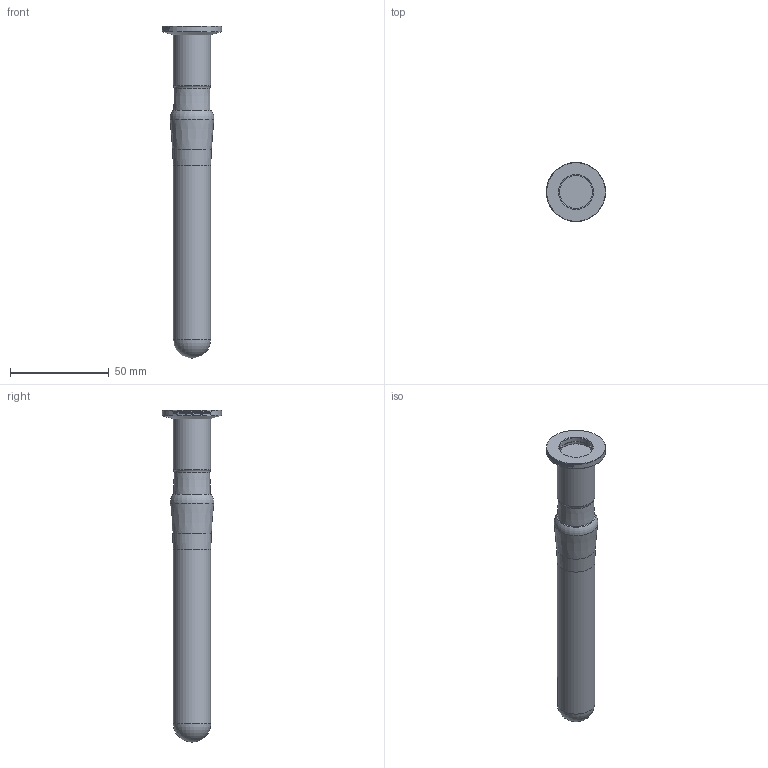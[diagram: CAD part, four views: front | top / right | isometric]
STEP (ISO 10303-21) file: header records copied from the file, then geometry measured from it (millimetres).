
FILE_DESCRIPTION(/* description */ ('Alibre Inc.'),/* implementation_level */ '2;1');
FILE_NAME(/* name */ 'export-6451C252-8DF9-47D7-8E32-7A772763A28F',/* time_stamp */ '2023-05-03T08:59:13-07:00',/* author */ (''),/* organization */ (''),/* preprocessor_version */ 'ST-DEVELOPER v17',/* originating_system */ 'Alibre',/* authorisation */ '');
FILE_SCHEMA (('CONFIG_CONTROL_DESIGN'));
Length unit declared in the file: inch
Bounding box: 30 x 30 x 168.4 mm (x, y, z)
Volume: 48731.8 mm3; surface area: 11568.7 mm2
Topology: 1 solids, 1 shells, 387 faces, 1057 edges, 703 vertices
Faces by surface type: bspline 228, plane 115, cylinder 33, cone 6, torus 5
Full cylindrical faces by diameter (mm): 16.51 x1, 17.2 x1, 19 x1, 19.05 x1, 30 x1
Entity records: 17199 total; most frequent: CARTESIAN_POINT 9003, ORIENTED_EDGE 2068, EDGE_CURVE 1034, DIRECTION 902, VERTEX_POINT 696, B_SPLINE_CURVE_WITH_KNOTS 458, VECTOR 438, LINE 438
